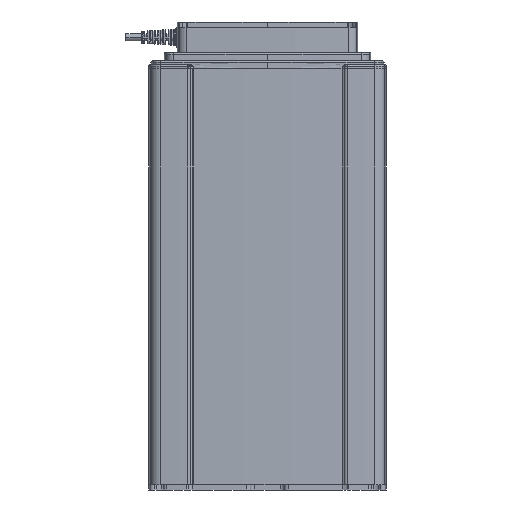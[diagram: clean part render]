
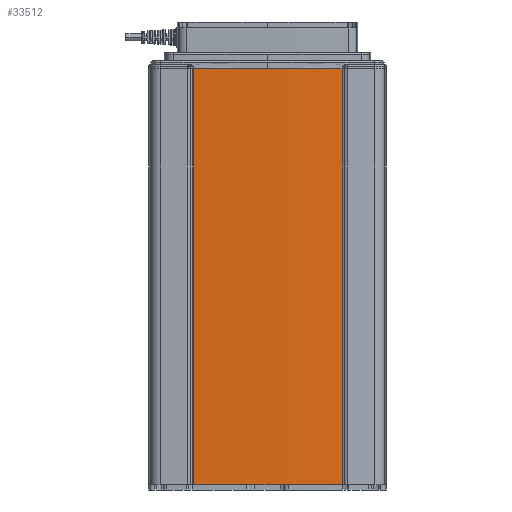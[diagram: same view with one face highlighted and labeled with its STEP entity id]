
A CAD part, left-side view. The second image highlights one B-rep face of the part: STEP entity #33512.
In plain terms, the highlighted cylindrical face has radius 1126.25 mm (diameter 2252.5 mm), a partial arc.
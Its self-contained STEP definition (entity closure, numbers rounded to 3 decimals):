
#79 = CARTESIAN_POINT ( 'NONE',  ( -73.622, -55.691, -16.1 ) ) ;
#2893 = CYLINDRICAL_SURFACE ( 'NONE', #13726, 1126.25 ) ;
#4248 = VERTEX_POINT ( 'NONE', #30662 ) ;
#4269 = DIRECTION ( 'NONE',  ( 1., 0., 0. ) ) ;
#5127 = LINE ( 'NONE', #26664, #18759 ) ;
#9248 = EDGE_CURVE ( 'NONE', #4248, #18935, #30277, .T. ) ;
#9765 = CARTESIAN_POINT ( 'NONE',  ( -73.622, -55.691, -327.1 ) ) ;
#12817 = DIRECTION ( 'NONE',  ( 0., 0., 1. ) ) ;
#13726 = AXIS2_PLACEMENT_3D ( 'NONE', #16564, #22360, #22488 ) ;
#13882 = ORIENTED_EDGE ( 'NONE', *, *, #36515, .T. ) ;
#15050 = VECTOR ( 'NONE', #36604, 1000. ) ;
#15508 = LINE ( 'NONE', #9765, #15050 ) ;
#15518 = CARTESIAN_POINT ( 'NONE',  ( -73.622, -55.691, -327.1 ) ) ;
#15872 = VERTEX_POINT ( 'NONE', #79 ) ;
#16564 = CARTESIAN_POINT ( 'NONE',  ( 1051.25, 0., -327.1 ) ) ;
#16888 = CIRCLE ( 'NONE', #23312, 1126.25 ) ;
#18759 = VECTOR ( 'NONE', #26405, 1000. ) ;
#18935 = VERTEX_POINT ( 'NONE', #15518 ) ;
#20574 = CARTESIAN_POINT ( 'NONE',  ( 1051.25, 0., -16.1 ) ) ;
#22360 = DIRECTION ( 'NONE',  ( 0., 0., 1. ) ) ;
#22488 = DIRECTION ( 'NONE',  ( 1., 0., 0. ) ) ;
#22660 = ORIENTED_EDGE ( 'NONE', *, *, #9248, .T. ) ;
#23312 = AXIS2_PLACEMENT_3D ( 'NONE', #20574, #35447, #26457 ) ;
#23789 = VERTEX_POINT ( 'NONE', #35014 ) ;
#23864 = EDGE_CURVE ( 'NONE', #4248, #23789, #5127, .T. ) ;
#24718 = CARTESIAN_POINT ( 'NONE',  ( 1051.25, 0., -327.1 ) ) ;
#26405 = DIRECTION ( 'NONE',  ( 0., 0., 1. ) ) ;
#26457 = DIRECTION ( 'NONE',  ( 1., 0., 0. ) ) ;
#26664 = CARTESIAN_POINT ( 'NONE',  ( -73.622, 55.691, -327.1 ) ) ;
#27346 = ORIENTED_EDGE ( 'NONE', *, *, #34328, .F. ) ;
#30277 = CIRCLE ( 'NONE', #35497, 1126.25 ) ;
#30662 = CARTESIAN_POINT ( 'NONE',  ( -73.622, 55.691, -327.1 ) ) ;
#31552 = FACE_OUTER_BOUND ( 'NONE', #31886, .T. ) ;
#31886 = EDGE_LOOP ( 'NONE', ( #27346, #38658, #22660, #13882 ) ) ;
#33512 = ADVANCED_FACE ( 'NONE', ( #31552 ), #2893, .T. ) ;
#34328 = EDGE_CURVE ( 'NONE', #23789, #15872, #16888, .T. ) ;
#35014 = CARTESIAN_POINT ( 'NONE',  ( -73.622, 55.691, -16.1 ) ) ;
#35447 = DIRECTION ( 'NONE',  ( 0., 0., 1. ) ) ;
#35497 = AXIS2_PLACEMENT_3D ( 'NONE', #24718, #12817, #4269 ) ;
#36515 = EDGE_CURVE ( 'NONE', #18935, #15872, #15508, .T. ) ;
#36604 = DIRECTION ( 'NONE',  ( 0., 0., 1. ) ) ;
#38658 = ORIENTED_EDGE ( 'NONE', *, *, #23864, .F. ) ;
